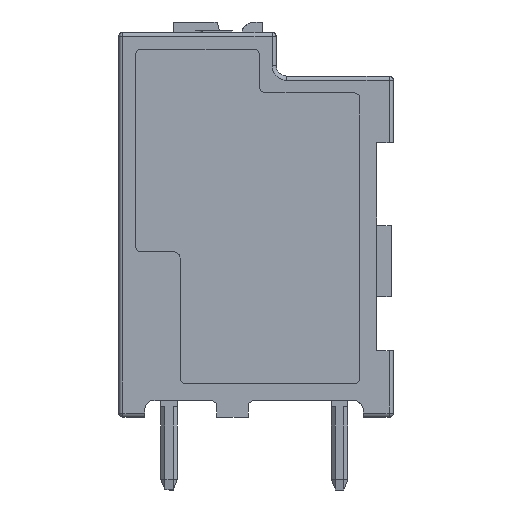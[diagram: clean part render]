
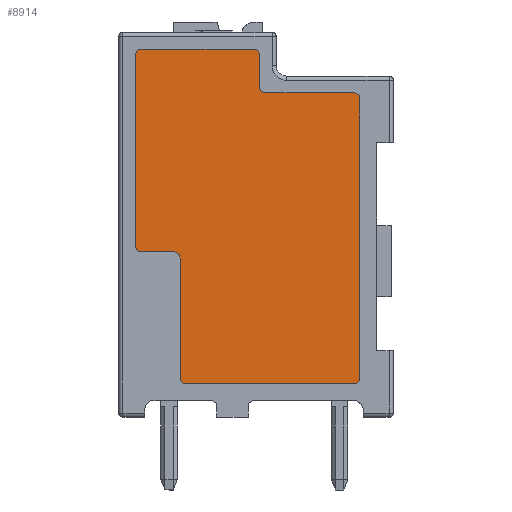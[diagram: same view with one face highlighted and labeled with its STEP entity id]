
A CAD part, left-side view. The second image highlights one B-rep face of the part: STEP entity #8914.
In plain terms, the highlighted planar face has unit normal (-1, 0, 0).
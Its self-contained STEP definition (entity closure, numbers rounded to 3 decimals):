
#86=AXIS2_PLACEMENT_3D('Circle Axis2P3D',#84,#85,$) ;
#191=AXIS2_PLACEMENT_3D('Circle Axis2P3D',#189,#190,$) ;
#273=AXIS2_PLACEMENT_3D('Circle Axis2P3D',#271,#272,$) ;
#8706=AXIS2_PLACEMENT_3D('Circle Axis2P3D',#8704,#8705,$) ;
#8756=AXIS2_PLACEMENT_3D('Circle Axis2P3D',#8754,#8755,$) ;
#8824=AXIS2_PLACEMENT_3D('Circle Axis2P3D',#8822,#8823,$) ;
#8842=AXIS2_PLACEMENT_3D('Circle Axis2P3D',#8840,#8841,$) ;
#8880=AXIS2_PLACEMENT_3D('Circle Axis2P3D',#8878,#8879,$) ;
#8894=AXIS2_PLACEMENT_3D('Plane Axis2P3D',#8891,#8892,#8893) ;
#40=CARTESIAN_POINT('Vertex',(0.8,12.4,11.75)) ;
#45=CARTESIAN_POINT('Line Origine',(0.8,12.4,16.325)) ;
#49=CARTESIAN_POINT('Vertex',(0.8,12.4,20.9)) ;
#84=CARTESIAN_POINT('Axis2P3D Location',(0.8,12.1,11.75)) ;
#88=CARTESIAN_POINT('Vertex',(0.8,12.1,11.45)) ;
#116=CARTESIAN_POINT('Line Origine',(0.8,11.325,11.45)) ;
#120=CARTESIAN_POINT('Vertex',(0.8,10.55,11.45)) ;
#148=CARTESIAN_POINT('Line Origine',(0.8,10.25,8.275)) ;
#152=CARTESIAN_POINT('Vertex',(0.8,10.25,11.15)) ;
#154=CARTESIAN_POINT('Vertex',(0.8,10.25,5.4)) ;
#189=CARTESIAN_POINT('Axis2P3D Location',(0.8,9.95,5.4)) ;
#193=CARTESIAN_POINT('Vertex',(0.8,9.95,5.1)) ;
#227=CARTESIAN_POINT('Vertex',(0.8,1.6,5.4)) ;
#241=CARTESIAN_POINT('Vertex',(0.8,1.6,18.8)) ;
#244=CARTESIAN_POINT('Line Origine',(0.8,1.6,12.1)) ;
#268=CARTESIAN_POINT('Vertex',(0.8,6.43,19.4)) ;
#271=CARTESIAN_POINT('Axis2P3D Location',(0.8,6.13,19.4)) ;
#275=CARTESIAN_POINT('Vertex',(0.8,6.13,19.1)) ;
#8704=CARTESIAN_POINT('Axis2P3D Location',(0.8,12.1,20.9)) ;
#8708=CARTESIAN_POINT('Vertex',(0.8,12.1,21.2)) ;
#8729=CARTESIAN_POINT('Line Origine',(0.8,9.415,21.2)) ;
#8733=CARTESIAN_POINT('Vertex',(0.8,6.73,21.2)) ;
#8754=CARTESIAN_POINT('Axis2P3D Location',(0.8,6.73,20.9)) ;
#8758=CARTESIAN_POINT('Vertex',(0.8,6.43,20.9)) ;
#8779=CARTESIAN_POINT('Line Origine',(0.8,6.43,20.15)) ;
#8797=CARTESIAN_POINT('Line Origine',(0.8,4.015,19.1)) ;
#8801=CARTESIAN_POINT('Vertex',(0.8,1.9,19.1)) ;
#8822=CARTESIAN_POINT('Axis2P3D Location',(0.8,1.9,18.8)) ;
#8840=CARTESIAN_POINT('Axis2P3D Location',(0.8,1.9,5.4)) ;
#8844=CARTESIAN_POINT('Vertex',(0.8,1.9,5.1)) ;
#8860=CARTESIAN_POINT('Line Origine',(0.8,5.925,5.1)) ;
#8878=CARTESIAN_POINT('Axis2P3D Location',(0.8,10.55,11.15)) ;
#8891=CARTESIAN_POINT('Axis2P3D Location',(0.8,21.33,-6.45)) ;
#46=DIRECTION('Vector Direction',(0.,0.,-1.)) ;
#85=DIRECTION('Axis2P3D Direction',(-1.,0.,0.)) ;
#117=DIRECTION('Vector Direction',(0.,-1.,0.)) ;
#149=DIRECTION('Vector Direction',(0.,0.,-1.)) ;
#190=DIRECTION('Axis2P3D Direction',(-1.,0.,0.)) ;
#245=DIRECTION('Vector Direction',(0.,0.,1.)) ;
#272=DIRECTION('Axis2P3D Direction',(1.,0.,0.)) ;
#8705=DIRECTION('Axis2P3D Direction',(1.,0.,0.)) ;
#8730=DIRECTION('Vector Direction',(0.,-1.,0.)) ;
#8755=DIRECTION('Axis2P3D Direction',(1.,0.,-0.)) ;
#8780=DIRECTION('Vector Direction',(0.,0.,-1.)) ;
#8798=DIRECTION('Vector Direction',(0.,-1.,0.)) ;
#8823=DIRECTION('Axis2P3D Direction',(1.,0.,-0.)) ;
#8841=DIRECTION('Axis2P3D Direction',(1.,0.,0.)) ;
#8861=DIRECTION('Vector Direction',(0.,1.,0.)) ;
#8879=DIRECTION('Axis2P3D Direction',(-1.,0.,0.)) ;
#8892=DIRECTION('Axis2P3D Direction',(-1.,0.,0.)) ;
#8893=DIRECTION('Axis2P3D XDirection',(0.,-1.,0.)) ;
#47=VECTOR('Line Direction',#46,1.) ;
#118=VECTOR('Line Direction',#117,1.) ;
#150=VECTOR('Line Direction',#149,1.) ;
#246=VECTOR('Line Direction',#245,1.) ;
#8731=VECTOR('Line Direction',#8730,1.) ;
#8781=VECTOR('Line Direction',#8780,1.) ;
#8799=VECTOR('Line Direction',#8798,1.) ;
#8862=VECTOR('Line Direction',#8861,1.) ;
#8897=ORIENTED_EDGE('',*,*,#51,.T.) ;
#8898=ORIENTED_EDGE('',*,*,#90,.T.) ;
#8899=ORIENTED_EDGE('',*,*,#122,.T.) ;
#8900=ORIENTED_EDGE('',*,*,#8882,.F.) ;
#8901=ORIENTED_EDGE('',*,*,#156,.T.) ;
#8902=ORIENTED_EDGE('',*,*,#195,.T.) ;
#8903=ORIENTED_EDGE('',*,*,#8864,.F.) ;
#8904=ORIENTED_EDGE('',*,*,#8846,.F.) ;
#8905=ORIENTED_EDGE('',*,*,#248,.T.) ;
#8906=ORIENTED_EDGE('',*,*,#8826,.F.) ;
#8907=ORIENTED_EDGE('',*,*,#8803,.F.) ;
#8908=ORIENTED_EDGE('',*,*,#277,.T.) ;
#8909=ORIENTED_EDGE('',*,*,#8783,.F.) ;
#8910=ORIENTED_EDGE('',*,*,#8760,.F.) ;
#8911=ORIENTED_EDGE('',*,*,#8735,.F.) ;
#8912=ORIENTED_EDGE('',*,*,#8710,.F.) ;
#8914=ADVANCED_FACE('model',(#8913),#8895,.T.) ;
#87=CIRCLE('generated circle',#86,0.3) ;
#192=CIRCLE('generated circle',#191,0.3) ;
#274=CIRCLE('generated circle',#273,0.3) ;
#8707=CIRCLE('generated circle',#8706,0.3) ;
#8757=CIRCLE('generated circle',#8756,0.3) ;
#8825=CIRCLE('generated circle',#8824,0.3) ;
#8843=CIRCLE('generated circle',#8842,0.3) ;
#8881=CIRCLE('generated circle',#8880,0.3) ;
#51=EDGE_CURVE('',#50,#41,#48,.T.) ;
#90=EDGE_CURVE('',#41,#89,#87,.T.) ;
#122=EDGE_CURVE('',#89,#121,#119,.T.) ;
#156=EDGE_CURVE('',#153,#155,#151,.T.) ;
#195=EDGE_CURVE('',#155,#194,#192,.T.) ;
#248=EDGE_CURVE('',#228,#242,#247,.T.) ;
#277=EDGE_CURVE('',#276,#269,#274,.T.) ;
#8710=EDGE_CURVE('',#50,#8709,#8707,.T.) ;
#8735=EDGE_CURVE('',#8709,#8734,#8732,.T.) ;
#8760=EDGE_CURVE('',#8734,#8759,#8757,.T.) ;
#8783=EDGE_CURVE('',#8759,#269,#8782,.T.) ;
#8803=EDGE_CURVE('',#276,#8802,#8800,.T.) ;
#8826=EDGE_CURVE('',#8802,#242,#8825,.T.) ;
#8846=EDGE_CURVE('',#228,#8845,#8843,.T.) ;
#8864=EDGE_CURVE('',#8845,#194,#8863,.T.) ;
#8882=EDGE_CURVE('',#153,#121,#8881,.T.) ;
#8896=EDGE_LOOP('',(#8897,#8898,#8899,#8900,#8901,#8902,#8903,#8904,#8905,#8906,#8907,#8908,#8909,#8910,#8911,#8912)) ;
#8913=FACE_OUTER_BOUND('',#8896,.T.) ;
#48=LINE('Line',#45,#47) ;
#119=LINE('Line',#116,#118) ;
#151=LINE('Line',#148,#150) ;
#247=LINE('Line',#244,#246) ;
#8732=LINE('Line',#8729,#8731) ;
#8782=LINE('Line',#8779,#8781) ;
#8800=LINE('Line',#8797,#8799) ;
#8863=LINE('Line',#8860,#8862) ;
#8895=PLANE('',#8894) ;
#41=VERTEX_POINT('',#40) ;
#50=VERTEX_POINT('',#49) ;
#89=VERTEX_POINT('',#88) ;
#121=VERTEX_POINT('',#120) ;
#153=VERTEX_POINT('',#152) ;
#155=VERTEX_POINT('',#154) ;
#194=VERTEX_POINT('',#193) ;
#228=VERTEX_POINT('',#227) ;
#242=VERTEX_POINT('',#241) ;
#269=VERTEX_POINT('',#268) ;
#276=VERTEX_POINT('',#275) ;
#8709=VERTEX_POINT('',#8708) ;
#8734=VERTEX_POINT('',#8733) ;
#8759=VERTEX_POINT('',#8758) ;
#8802=VERTEX_POINT('',#8801) ;
#8845=VERTEX_POINT('',#8844) ;
